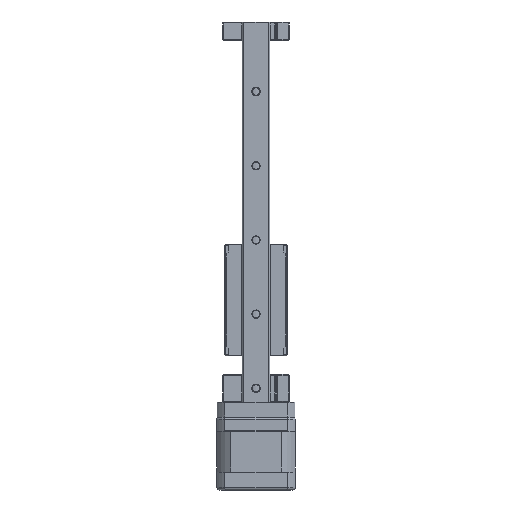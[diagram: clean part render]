
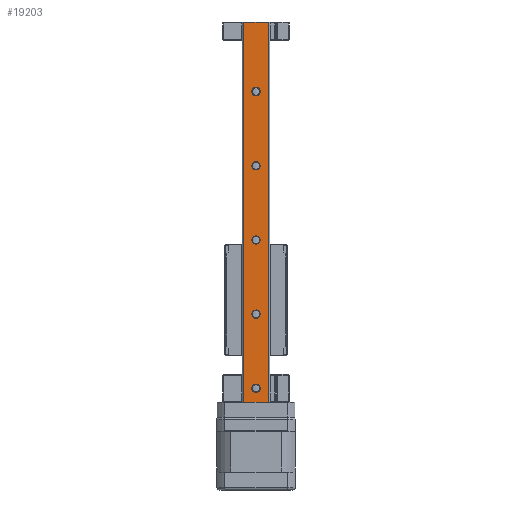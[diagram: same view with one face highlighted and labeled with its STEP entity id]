
A CAD part, front view. The second image highlights one B-rep face of the part: STEP entity #19203.
In plain terms, the highlighted planar face has unit normal (0, -1, 0).
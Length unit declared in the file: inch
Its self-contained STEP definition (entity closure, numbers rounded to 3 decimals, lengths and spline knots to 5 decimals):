
#118 = PLANE ( 'NONE',  #18396 ) ;
#133 = ORIENTED_EDGE ( 'NONE', *, *, #18197, .T. ) ;
#533 = CARTESIAN_POINT ( 'NONE',  ( -0.22118, -0.70375, 9.19291 ) ) ;
#641 = EDGE_LOOP ( 'NONE', ( #3288, #13118 ) ) ;
#982 = EDGE_CURVE ( 'NONE', #1442, #8940, #21277, .T. ) ;
#1073 = VERTEX_POINT ( 'NONE', #1295 ) ;
#1253 = ORIENTED_EDGE ( 'NONE', *, *, #14034, .F. ) ;
#1295 = CARTESIAN_POINT ( 'NONE',  ( -0.04598, -0.70375, 1.41732 ) ) ;
#1442 = VERTEX_POINT ( 'NONE', #22850 ) ;
#1662 = CARTESIAN_POINT ( 'NONE',  ( -0.22118, -0.70375, 1.12205 ) ) ;
#1751 = AXIS2_PLACEMENT_3D ( 'NONE', #9200, #22592, #11129 ) ;
#1830 = DIRECTION ( 'NONE',  ( 1., 0., 0. ) ) ;
#1853 = VERTEX_POINT ( 'NONE', #10795 ) ;
#1999 = DIRECTION ( 'NONE',  ( 0., 1., 0. ) ) ;
#2050 = VECTOR ( 'NONE', #12525, 39.37008 ) ;
#2148 = FACE_OUTER_BOUND ( 'NONE', #13841, .T. ) ;
#2502 = ORIENTED_EDGE ( 'NONE', *, *, #20579, .T. ) ;
#2636 = CIRCLE ( 'NONE', #9555, 0.08858 ) ;
#2653 = ORIENTED_EDGE ( 'NONE', *, *, #19057, .T. ) ;
#2656 = LINE ( 'NONE', #8739, #17288 ) ;
#2660 = CARTESIAN_POINT ( 'NONE',  ( -0.04598, -0.70375, 4.56693 ) ) ;
#2806 = LINE ( 'NONE', #533, #22532 ) ;
#3288 = ORIENTED_EDGE ( 'NONE', *, *, #17857, .T. ) ;
#3556 = ORIENTED_EDGE ( 'NONE', *, *, #18411, .F. ) ;
#3675 = EDGE_LOOP ( 'NONE', ( #18230, #133 ) ) ;
#4063 = CIRCLE ( 'NONE', #5309, 0.08858 ) ;
#4910 = CARTESIAN_POINT ( 'NONE',  ( 0.0426, -0.70375, 7.71654 ) ) ;
#5309 = AXIS2_PLACEMENT_3D ( 'NONE', #18456, #7004, #20383 ) ;
#5880 = DIRECTION ( 'NONE',  ( -1., 0., 0. ) ) ;
#6333 = CARTESIAN_POINT ( 'NONE',  ( 0.13119, -0.70375, 7.71654 ) ) ;
#6346 = CIRCLE ( 'NONE', #1751, 0.08858 ) ;
#6491 = CARTESIAN_POINT ( 'NONE',  ( -0.22118, -0.70375, 1.12205 ) ) ;
#6581 = DIRECTION ( 'NONE',  ( 0., 1., 0. ) ) ;
#6796 = CARTESIAN_POINT ( 'NONE',  ( 0.0426, -0.70375, 7.71654 ) ) ;
#6811 = DIRECTION ( 'NONE',  ( 1., 0., 0. ) ) ;
#7004 = DIRECTION ( 'NONE',  ( 0., 1., 0. ) ) ;
#7025 = EDGE_LOOP ( 'NONE', ( #7969, #2502 ) ) ;
#7102 = LINE ( 'NONE', #20135, #2050 ) ;
#7295 = CIRCLE ( 'NONE', #13477, 0.08858 ) ;
#7469 = AXIS2_PLACEMENT_3D ( 'NONE', #24715, #13263, #1830 ) ;
#7946 = AXIS2_PLACEMENT_3D ( 'NONE', #10166, #23560, #12098 ) ;
#7969 = ORIENTED_EDGE ( 'NONE', *, *, #24222, .T. ) ;
#8317 = CARTESIAN_POINT ( 'NONE',  ( 0.0426, -0.70375, 4.56693 ) ) ;
#8469 = CIRCLE ( 'NONE', #7946, 0.08858 ) ;
#8703 = DIRECTION ( 'NONE',  ( 1., 0., 0. ) ) ;
#8739 = CARTESIAN_POINT ( 'NONE',  ( -0.22118, -0.70375, 9.19291 ) ) ;
#8910 = CARTESIAN_POINT ( 'NONE',  ( 0.13119, -0.70375, 6.14173 ) ) ;
#8940 = VERTEX_POINT ( 'NONE', #6333 ) ;
#9200 = CARTESIAN_POINT ( 'NONE',  ( 0.0426, -0.70375, 4.56693 ) ) ;
#9555 = AXIS2_PLACEMENT_3D ( 'NONE', #4910, #18257, #6811 ) ;
#9587 = AXIS2_PLACEMENT_3D ( 'NONE', #18011, #6581, #19937 ) ;
#9818 = VERTEX_POINT ( 'NONE', #14722 ) ;
#10017 = EDGE_CURVE ( 'NONE', #8940, #1442, #2636, .T. ) ;
#10166 = CARTESIAN_POINT ( 'NONE',  ( 0.0426, -0.70375, 6.14173 ) ) ;
#10239 = DIRECTION ( 'NONE',  ( 1., 0., 0. ) ) ;
#10263 = CARTESIAN_POINT ( 'NONE',  ( 0.30638, -0.70375, 9.19291 ) ) ;
#10658 = DIRECTION ( 'NONE',  ( 0., 1., 0. ) ) ;
#10795 = CARTESIAN_POINT ( 'NONE',  ( 0.13119, -0.70375, 2.99213 ) ) ;
#10965 = CARTESIAN_POINT ( 'NONE',  ( 0.13119, -0.70375, 4.56693 ) ) ;
#11129 = DIRECTION ( 'NONE',  ( 1., 0., 0. ) ) ;
#11699 = FACE_BOUND ( 'NONE', #21019, .T. ) ;
#11998 = EDGE_CURVE ( 'NONE', #1073, #22478, #4063, .T. ) ;
#12098 = DIRECTION ( 'NONE',  ( 1., 0., 0. ) ) ;
#12344 = LINE ( 'NONE', #6491, #16827 ) ;
#12525 = DIRECTION ( 'NONE',  ( 0., 0., -1. ) ) ;
#12850 = EDGE_CURVE ( 'NONE', #23896, #13784, #2656, .T. ) ;
#12907 = VERTEX_POINT ( 'NONE', #8910 ) ;
#13035 = VERTEX_POINT ( 'NONE', #1662 ) ;
#13047 = AXIS2_PLACEMENT_3D ( 'NONE', #8317, #21706, #10239 ) ;
#13118 = ORIENTED_EDGE ( 'NONE', *, *, #20620, .T. ) ;
#13263 = DIRECTION ( 'NONE',  ( 0., 1., 0. ) ) ;
#13400 = VERTEX_POINT ( 'NONE', #20178 ) ;
#13432 = CARTESIAN_POINT ( 'NONE',  ( 0.0426, -0.70375, 2.99213 ) ) ;
#13466 = CARTESIAN_POINT ( 'NONE',  ( -0.22118, -0.70375, 9.19291 ) ) ;
#13477 = AXIS2_PLACEMENT_3D ( 'NONE', #13432, #1999, #15348 ) ;
#13784 = VERTEX_POINT ( 'NONE', #13466 ) ;
#13841 = EDGE_LOOP ( 'NONE', ( #3556, #1253, #14956, #19797 ) ) ;
#14034 = EDGE_CURVE ( 'NONE', #23896, #9818, #7102, .T. ) ;
#14231 = AXIS2_PLACEMENT_3D ( 'NONE', #6796, #20172, #8703 ) ;
#14722 = CARTESIAN_POINT ( 'NONE',  ( 0.30638, -0.70375, 1.12205 ) ) ;
#14917 = CIRCLE ( 'NONE', #23702, 0.08858 ) ;
#14956 = ORIENTED_EDGE ( 'NONE', *, *, #12850, .T. ) ;
#15348 = DIRECTION ( 'NONE',  ( 1., 0., 0. ) ) ;
#15605 = EDGE_CURVE ( 'NONE', #15628, #21275, #18428, .T. ) ;
#15615 = VERTEX_POINT ( 'NONE', #19783 ) ;
#15628 = VERTEX_POINT ( 'NONE', #2660 ) ;
#16543 = CIRCLE ( 'NONE', #7469, 0.08858 ) ;
#16784 = FACE_BOUND ( 'NONE', #641, .T. ) ;
#16827 = VECTOR ( 'NONE', #23609, 39.37008 ) ;
#17288 = VECTOR ( 'NONE', #22118, 39.37008 ) ;
#17299 = DIRECTION ( 'NONE',  ( 0., -1., 0. ) ) ;
#17857 = EDGE_CURVE ( 'NONE', #15615, #12907, #8469, .T. ) ;
#17973 = FACE_BOUND ( 'NONE', #7025, .T. ) ;
#18011 = CARTESIAN_POINT ( 'NONE',  ( 0.0426, -0.70375, 2.99213 ) ) ;
#18197 = EDGE_CURVE ( 'NONE', #22478, #1073, #16543, .T. ) ;
#18230 = ORIENTED_EDGE ( 'NONE', *, *, #11998, .T. ) ;
#18257 = DIRECTION ( 'NONE',  ( 0., 1., 0. ) ) ;
#18396 = AXIS2_PLACEMENT_3D ( 'NONE', #22990, #17299, #5880 ) ;
#18411 = EDGE_CURVE ( 'NONE', #9818, #13035, #12344, .T. ) ;
#18428 = CIRCLE ( 'NONE', #13047, 0.08858 ) ;
#18456 = CARTESIAN_POINT ( 'NONE',  ( 0.0426, -0.70375, 1.41732 ) ) ;
#19043 = CARTESIAN_POINT ( 'NONE',  ( 0.13119, -0.70375, 1.41732 ) ) ;
#19057 = EDGE_CURVE ( 'NONE', #21275, #15628, #6346, .T. ) ;
#19203 = ADVANCED_FACE ( 'NONE', ( #17973, #2148, #22476, #21862, #16784, #11699 ), #118, .T. ) ;
#19736 = DIRECTION ( 'NONE',  ( 0., 0., -1. ) ) ;
#19783 = CARTESIAN_POINT ( 'NONE',  ( -0.04598, -0.70375, 6.14173 ) ) ;
#19797 = ORIENTED_EDGE ( 'NONE', *, *, #24705, .T. ) ;
#19937 = DIRECTION ( 'NONE',  ( 1., 0., 0. ) ) ;
#20069 = ORIENTED_EDGE ( 'NONE', *, *, #982, .T. ) ;
#20135 = CARTESIAN_POINT ( 'NONE',  ( 0.30638, -0.70375, 9.19291 ) ) ;
#20172 = DIRECTION ( 'NONE',  ( 0., 1., 0. ) ) ;
#20178 = CARTESIAN_POINT ( 'NONE',  ( -0.04598, -0.70375, 2.99213 ) ) ;
#20255 = ORIENTED_EDGE ( 'NONE', *, *, #10017, .T. ) ;
#20383 = DIRECTION ( 'NONE',  ( 1., 0., 0. ) ) ;
#20579 = EDGE_CURVE ( 'NONE', #1853, #13400, #20600, .T. ) ;
#20600 = CIRCLE ( 'NONE', #9587, 0.08858 ) ;
#20620 = EDGE_CURVE ( 'NONE', #12907, #15615, #14917, .T. ) ;
#21019 = EDGE_LOOP ( 'NONE', ( #20069, #20255 ) ) ;
#21275 = VERTEX_POINT ( 'NONE', #10965 ) ;
#21277 = CIRCLE ( 'NONE', #14231, 0.08858 ) ;
#21639 = ORIENTED_EDGE ( 'NONE', *, *, #15605, .T. ) ;
#21706 = DIRECTION ( 'NONE',  ( 0., 1., 0. ) ) ;
#21862 = FACE_BOUND ( 'NONE', #23009, .T. ) ;
#22109 = CARTESIAN_POINT ( 'NONE',  ( 0.0426, -0.70375, 6.14173 ) ) ;
#22118 = DIRECTION ( 'NONE',  ( -1., 0., 0. ) ) ;
#22476 = FACE_BOUND ( 'NONE', #3675, .T. ) ;
#22478 = VERTEX_POINT ( 'NONE', #19043 ) ;
#22532 = VECTOR ( 'NONE', #19736, 39.37008 ) ;
#22592 = DIRECTION ( 'NONE',  ( 0., 1., 0. ) ) ;
#22850 = CARTESIAN_POINT ( 'NONE',  ( -0.04598, -0.70375, 7.71654 ) ) ;
#22990 = CARTESIAN_POINT ( 'NONE',  ( -0.22118, -0.70375, 9.19291 ) ) ;
#23009 = EDGE_LOOP ( 'NONE', ( #21639, #2653 ) ) ;
#23560 = DIRECTION ( 'NONE',  ( 0., 1., 0. ) ) ;
#23609 = DIRECTION ( 'NONE',  ( -1., 0., 0. ) ) ;
#23702 = AXIS2_PLACEMENT_3D ( 'NONE', #22109, #10658, #24032 ) ;
#23896 = VERTEX_POINT ( 'NONE', #10263 ) ;
#24032 = DIRECTION ( 'NONE',  ( 1., 0., 0. ) ) ;
#24222 = EDGE_CURVE ( 'NONE', #13400, #1853, #7295, .T. ) ;
#24705 = EDGE_CURVE ( 'NONE', #13784, #13035, #2806, .T. ) ;
#24715 = CARTESIAN_POINT ( 'NONE',  ( 0.0426, -0.70375, 1.41732 ) ) ;
